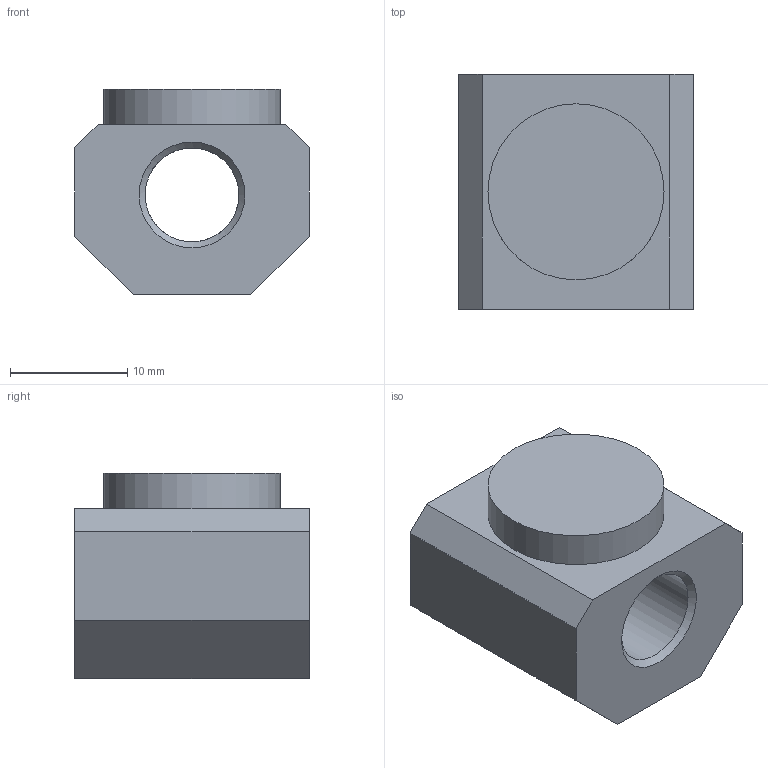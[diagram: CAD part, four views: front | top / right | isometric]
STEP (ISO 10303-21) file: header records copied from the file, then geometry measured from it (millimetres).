
FILE_DESCRIPTION(('FreeCAD Model'),'2;1');
FILE_NAME('SpindleNut.step','2015-05-07T13:00:16',('Author'),(''), 'Open CASCADE STEP processor 6.8','FreeCAD','Unknown');
FILE_SCHEMA(('AUTOMOTIVE_DESIGN_CC2 { 1 2 10303 214 -1 1 5 4 }'));
Length unit declared in the file: millimetre
Products named in the file (1): C04H020023-lead-screw-drive
Bounding box: 20 x 20 x 17.5 mm (x, y, z)
Volume: 4738.3 mm3; surface area: 2267.4 mm2
Topology: 1 solids, 1 shells, 15 faces, 36 edges, 24 vertices
Faces by surface type: plane 11, cone 2, bspline 1, cylinder 1
Full cylindrical faces by diameter (mm): 15 x1
Entity records: 1254 total; most frequent: CARTESIAN_POINT 513, DIRECTION 128, LINE 80, VECTOR 80, ORIENTED_EDGE 72, PCURVE 72, DEFINITIONAL_REPRESENTATION 72, EDGE_CURVE 36
